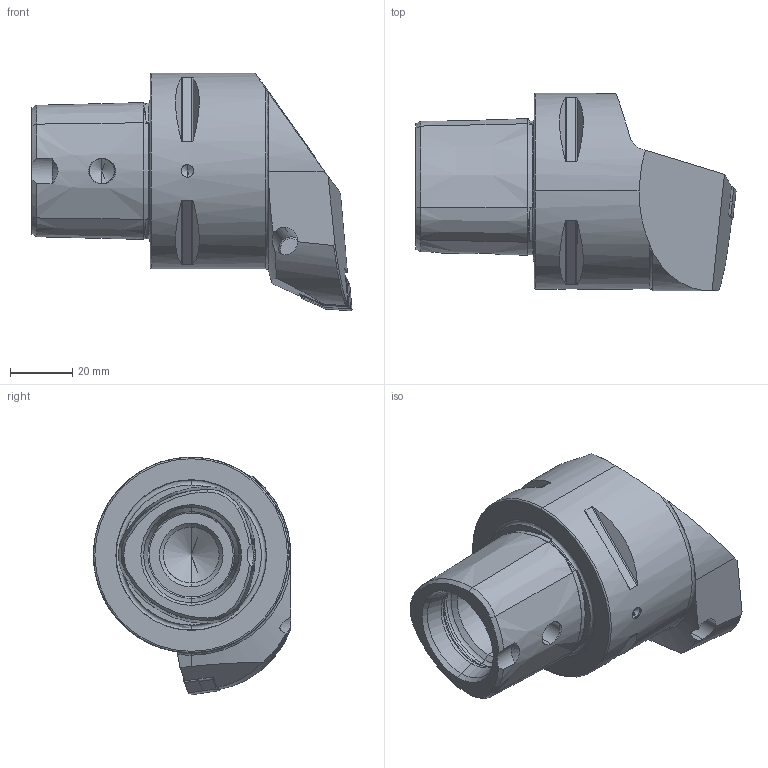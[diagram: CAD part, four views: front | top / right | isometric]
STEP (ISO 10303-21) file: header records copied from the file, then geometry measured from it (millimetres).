
FILE_DESCRIPTION (( 'STEP AP203' ), '1' );
FILE_NAME ('PS6-PWE.RLA.065.STEP', '2013-06-24T14:32:52', ( 'baer' ), ( 'Hewlett-Packard Company' ), 'SwSTEP 2.0', 'SolidWorks 2012', '' );
FILE_SCHEMA (( 'CONFIG_CONTROL_DESIGN' ));
Length unit declared in the file: millimetre
Products named in the file (8): WCD-ER4.101.017_A; WDF-ER3.101.000_A; WNMG080404; WWE-ER2.101.004_A; PS6-PWE.RLA.065_A; PS6-PWE.RLA.065; KVT_MB_600_060; WCD-ER1.101.000
Assembly tree (8 placements, depth 2):
  PS6-PWE.RLA.065
    PS6-PWE.RLA.065_A
    WWE-ER2.101.004_A
    WNMG080404
    WDF-ER3.101.000_A
    WCD-ER4.101.017_A
    WCD-ER1.101.000
    KVT_MB_600_060  x2
Bounding box: 103 x 63.5 x 76.5 mm (x, y, z)
Volume: 171706.9 mm3; surface area: 31744.1 mm2
Topology: 10 solids, 10 shells, 388 faces, 935 edges, 556 vertices
Faces by surface type: cone 132, plane 105, cylinder 89, torus 39, bspline 19, sphere 4
Entity records: 12317 total; most frequent: CARTESIAN_POINT 3469, ORIENTED_EDGE 1698, DIRECTION 1645, EDGE_CURVE 849, AXIS2_PLACEMENT_3D 640, VERTEX_POINT 517, EDGE_LOOP 378, VECTOR 365
